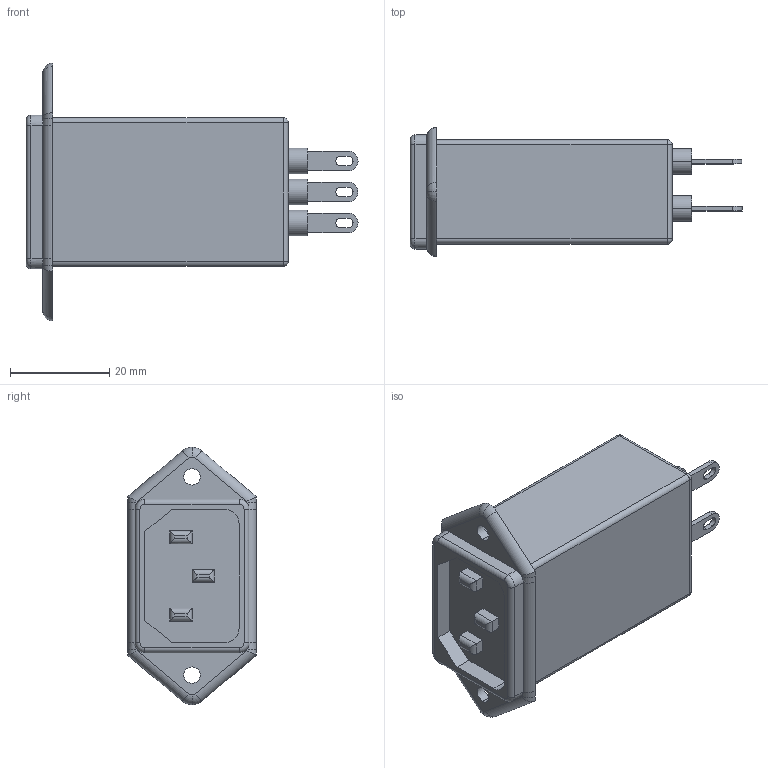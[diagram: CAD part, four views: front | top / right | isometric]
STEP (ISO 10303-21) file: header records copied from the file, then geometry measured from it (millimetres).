
FILE_DESCRIPTION (( 'STEP AP214' ), '1' );
FILE_NAME ('ENF_KGLC_L67W52H26.STEP', '2018-09-28T16:49:16', ( '' ), ( '' ), 'SwSTEP 2.0', 'SolidWorks 2014', '' );
FILE_SCHEMA (( 'AUTOMOTIVE_DESIGN' ));
Length unit declared in the file: millimetre
Products named in the file (1): ENF_KGLC_L67W52H26
Bounding box: 67 x 26 x 52 mm (x, y, z)
Volume: 33097.2 mm3; surface area: 9188.5 mm2
Topology: 1 solids, 2 shells, 209 faces, 533 edges, 338 vertices
Faces by surface type: plane 132, cylinder 61, torus 8, sphere 4, bspline 4
Entity records: 8038 total; most frequent: CARTESIAN_POINT 1231, ORIENTED_EDGE 1058, DIRECTION 1023, EDGE_CURVE 529, VECTOR 395, LINE 395, VERTEX_POINT 338, AXIS2_PLACEMENT_3D 314
